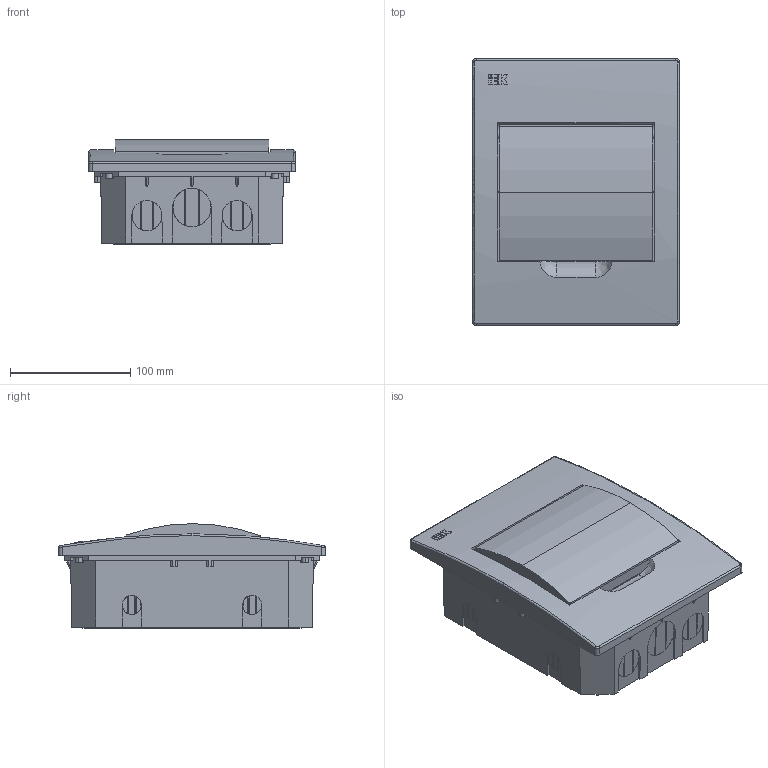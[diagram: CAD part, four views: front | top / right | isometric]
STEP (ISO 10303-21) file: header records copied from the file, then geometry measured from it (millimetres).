
FILE_DESCRIPTION (( 'STEP AP203' ), '1' );
FILE_NAME ('88MKP12-V-06-40-20 Áîêñ ÙÐÂ-Ï-6 ìîäóëåé âñòð.ïëàñòèê IP41.STEP', '2016-08-11T10:49:53', ( '' ), ( '' ), 'SwSTEP 2.0', 'SolidWorks 2014', '' );
FILE_SCHEMA (( 'CONFIG_CONTROL_DESIGN' ));
Length unit declared in the file: millimetre
Products named in the file (2): 88MKP12-V-06-40-20 Áîêñ ÙÐÂ-Ï-6 ìîäóëåé âñòð.ïëàñòèê IP41
Bounding box: 172 x 222 x 87 mm (x, y, z)
Volume: 326464 mm3; surface area: 354493.1 mm2
Topology: 15 solids, 15 shells, 1653 faces, 4511 edges, 2927 vertices
Faces by surface type: plane 1148, cylinder 326, cone 102, bspline 77
Entity records: 55046 total; most frequent: CARTESIAN_POINT 14716, ORIENTED_EDGE 8990, DIRECTION 7552, EDGE_CURVE 4495, VECTOR 3148, LINE 3148, VERTEX_POINT 2927, AXIS2_PLACEMENT_3D 2202
